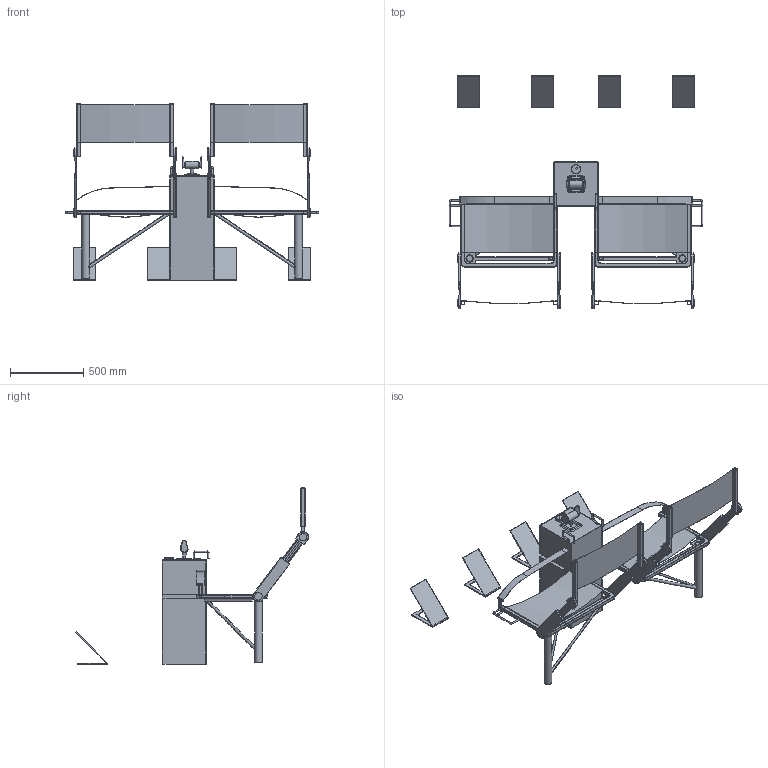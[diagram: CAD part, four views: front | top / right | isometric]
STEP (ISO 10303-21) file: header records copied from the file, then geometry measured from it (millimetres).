
FILE_DESCRIPTION(/* description */ ('CAx-IF Rec.Pracs.---Representation and Presentation of Product Manufacturing Information (PMI)---4.0---2014-10-13','CAx-IF Rec.Pracs.---3D Tessellated Geometry---0.4---2014-09-14','2;1'),/* implementation_level */ '2;1');
FILE_NAME(/* name */ 'assembly4_try2',/* time_stamp */ '2020-03-03T21:15:40-05:00',/* author */ (''),/* organization */ (''),/* preprocessor_version */ 'ST-DEVELOPER v16.7',/* originating_system */ 'SIEMENS PLM Software NX 1872',/* authorisation */ $);
FILE_SCHEMA (('AP242_MANAGED_MODEL_BASED_3D_ENGINEERING_MIM_LF { 1 0 10303 442 1 1 4 }'));
Length unit declared in the file: inch
Products named in the file (11): assembly4_try2; FootRest; safetyT; mirror_Seat Frame4; Back Canvas4; ExtendingPart; Bottom Canvas4; Strap; Back Pole4; Center Console4; Seat Frame4
Assembly tree (23 placements, depth 2):
  assembly4_try2
    FootRest  x4
    safetyT  x2
    mirror_Seat Frame4
    Back Canvas4  x2
    ExtendingPart  x4
    Bottom Canvas4  x2
    Strap  x2
    Back Pole4  x4
    Center Console4
    Seat Frame4
Bounding box: 1736.67 x 1596.45 x 1206.26 mm (x, y, z)
Volume: 73140154.2 mm3; surface area: 5835752.9 mm2
Topology: 51 solids, 63 shells, 1205 faces, 2900 edges, 1758 vertices
Faces by surface type: plane 503, cylinder 483, torus 138, bspline 50, sphere 24, cone 7
Full cylindrical faces by diameter (mm): 9.525 x26, 12.7 x12, 14.287 x4, 19.05 x2, 41.275 x2, 50.8 x11, 60.325 x1, 63.5 x1
Entity records: 20647 total; most frequent: CARTESIAN_POINT 4897, DIRECTION 3359, ORIENTED_EDGE 2730, AXIS2_PLACEMENT_3D 1388, EDGE_CURVE 1375, VERTEX_POINT 888, LINE 759, VECTOR 759
